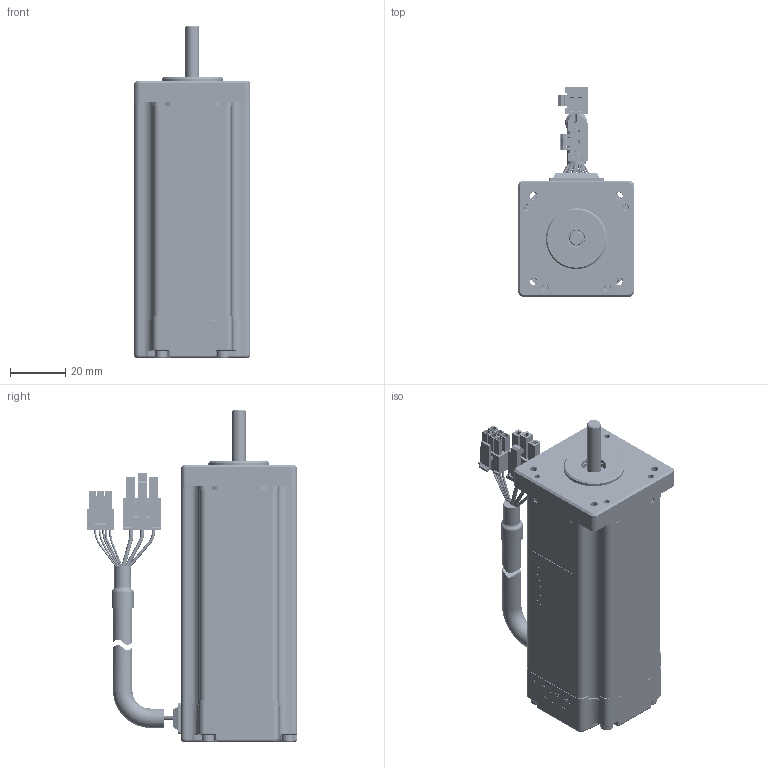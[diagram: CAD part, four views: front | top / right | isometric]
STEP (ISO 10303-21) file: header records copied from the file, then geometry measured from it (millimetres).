
FILE_DESCRIPTION((''),'2;1');
FILE_NAME('4611130001068_ASM_ASM','2020-01-14T15:20:30',('TQ00207'),(''),'CREO PARAMETRIC BY PTC INC, 2018100','CREO PARAMETRIC BY PTC INC, 2018100','');
FILE_SCHEMA(('CONFIG_CONTROL_DESIGN'));
Products named in the file (28): 4613101100074_1; 4613101100077_1; 4613101100077_AF0_1; 4613101100077_AF1_1; 4613102000270_ASM_3_ASM; 4613102100256_ASM_3_ASM; 4631101000082_1; 4613104001867_ASM_4_ASM; 3698154000176_1; HARNESS_1_1_2_3_4_5; 4718405000822_1_1_2_3_4_5; 4718405002144_1_1_2_3_4_5; HARNESS_ASM_1_ASM; 4713120001748_ASM_1_ASM; 4613103003513_ASM_4_ASM; 4219121200345_AF0_11; 4219121301000_ASM_11_ASM; 4332101101259_8; 4613107000001_ASM_4_ASM; 4613107103898_ASM_4_ASM; 4331101000129_1; 4613108001328_ASM_4_ASM; 4294404000452_1; QIANDUANGAI_2; 00_10_1_2; BIAOQIAN_2_1_2_3_4_5_6_7; 4611130000001_ASM_8_ASM; 4611130001068_ASM_ASM
Assembly tree (186 placements, depth 7):
  4611130001068_ASM_ASM
    4611130000001_ASM_8_ASM
      4613103003513_ASM_4_ASM
        4613104001867_ASM_4_ASM
          4613102100256_ASM_3_ASM
            4613102000270_ASM_3_ASM
              4613101100074_1  x152
              4613101100077_1  x4
              4613101100077_AF0_1
              4613101100077_AF1_1
          4631101000082_1
        4713120001748_ASM_1_ASM
          3698154000176_1
          HARNESS_ASM_1_ASM
            HARNESS_1_1_2_3_4_5
            4718405000822_1_1_2_3_4_5
            4718405002144_1_1_2_3_4_5
      4219121301000_ASM_11_ASM
        4219121200345_AF0_11
      4613108001328_ASM_4_ASM
        4613107103898_ASM_4_ASM
          4613107000001_ASM_4_ASM
            4332101101259_8
        4331101000129_1  x2
      4294404000452_1  x5
      QIANDUANGAI_2
      00_10_1_2
      BIAOQIAN_2_1_2_3_4_5_6_7
Bounding box: 42.2 x 75.92 x 120 mm (x, y, z)
Volume: 116341.3 mm3; surface area: 418624.3 mm2
Topology: 174 solids, 179 shells, 20482 faces, 52689 edges, 35058 vertices
Faces by surface type: plane 16246, cylinder 3744, torus 166, cone 116, sphere 112, bspline 54, extrusion 44
Entity records: 86674 total; most frequent: CARTESIAN_POINT 23382, ORIENTED_EDGE 13148, DIRECTION 12668, EDGE_CURVE 6576, VECTOR 4932, LINE 4888, VERTEX_POINT 4339, AXIS2_PLACEMENT_3D 3868
